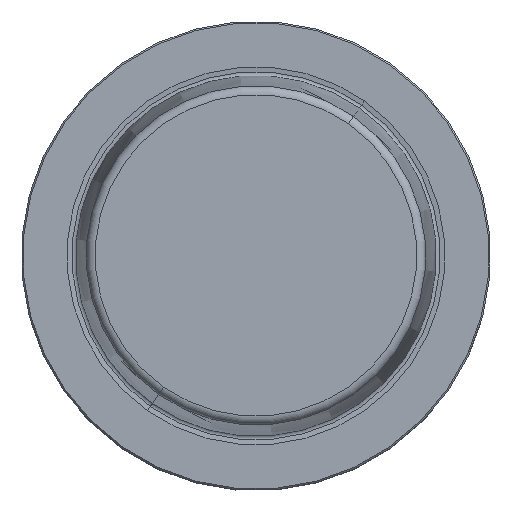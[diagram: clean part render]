
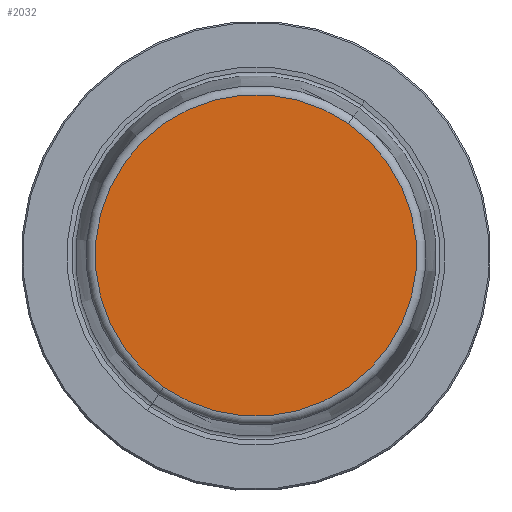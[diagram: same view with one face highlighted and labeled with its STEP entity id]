
A CAD part, top view. The second image highlights one B-rep face of the part: STEP entity #2032.
In plain terms, the highlighted planar face has unit normal (0, 0, 1).
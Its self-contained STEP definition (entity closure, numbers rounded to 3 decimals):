
#781=CARTESIAN_POINT('',(0.,0.,31.9));
#782=DIRECTION('',(0.,0.,1.));
#783=DIRECTION('',(0.574,0.819,0.));
#784=AXIS2_PLACEMENT_3D('',#781,#782,#783);
#789=CARTESIAN_POINT('',(0.,0.,31.9));
#790=DIRECTION('',(0.,0.,-1.));
#791=DIRECTION('',(0.574,0.819,0.));
#792=AXIS2_PLACEMENT_3D('',#789,#790,#791);
#1233=CARTESIAN_POINT('',(12.378,17.678,31.9));
#1234=VERTEX_POINT('',#1233);
#1291=CARTESIAN_POINT('',(-12.378,-17.678,31.9));
#1292=VERTEX_POINT('',#1291);
#2023=CARTESIAN_POINT('',(0.,0.,31.9));
#2024=DIRECTION('',(0.,0.,-1.));
#2025=DIRECTION('',(-0.574,-0.819,0.));
#2026=AXIS2_PLACEMENT_3D('',#2023,#2024,#2025);
#2027=PLANE('',#2026);
#2028=ORIENTED_EDGE('',*,*,#2016,.F.);
#2029=ORIENTED_EDGE('',*,*,#2005,.T.);
#2030=EDGE_LOOP('',(#2028,#2029));
#2031=FACE_OUTER_BOUND('',#2030,.F.);
#785=CIRCLE('',#784,21.581);
#793=CIRCLE('',#792,21.581);
#2005=EDGE_CURVE('',#1234,#1292,#793,.T.);
#2016=EDGE_CURVE('',#1234,#1292,#785,.T.);
#2032=ADVANCED_FACE('',(#2031),#2027,.F.);
